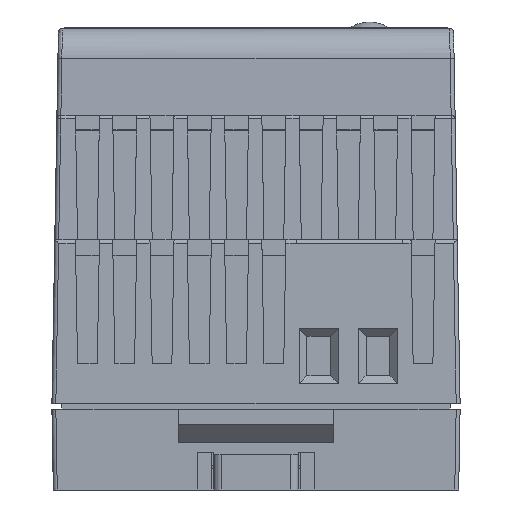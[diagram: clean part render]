
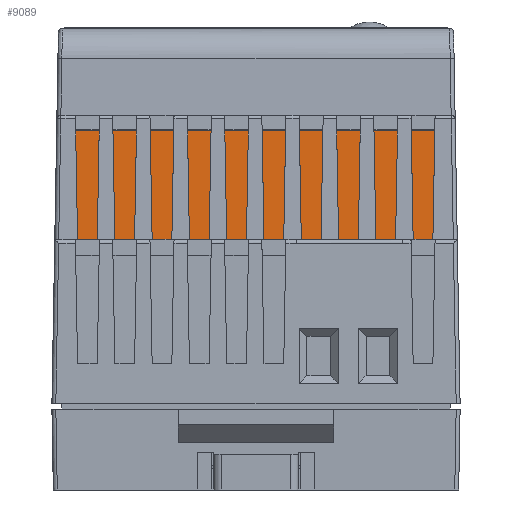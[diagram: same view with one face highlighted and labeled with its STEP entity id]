
A CAD part, front view. The second image highlights one B-rep face of the part: STEP entity #9089.
In plain terms, the highlighted planar face has unit normal (0, -1, 0.018).
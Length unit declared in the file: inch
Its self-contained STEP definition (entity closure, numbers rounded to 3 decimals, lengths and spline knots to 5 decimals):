
#8701 = VERTEX_POINT ( 'NONE', #11505 ) ;
#8703 = VERTEX_POINT ( 'NONE', #11548 ) ;
#8707 = EDGE_CURVE ( 'NONE', #8703, #8701, #11558, .T. ) ;
#8803 = VERTEX_POINT ( 'NONE', #11685 ) ;
#9020 = EDGE_CURVE ( 'NONE', #8803, #9059, #12028, .T. ) ;
#9021 = ORIENTED_EDGE ( 'NONE', *, *, #8707, .F. ) ;
#9033 = EDGE_CURVE ( 'NONE', #8701, #8803, #12027, .T. ) ;
#9034 = ORIENTED_EDGE ( 'NONE', *, *, #9033, .F. ) ;
#9059 = VERTEX_POINT ( 'NONE', #12087 ) ;
#9087 = ORIENTED_EDGE ( 'NONE', *, *, #9108, .F. ) ;
#9088 = ORIENTED_EDGE ( 'NONE', *, *, #9020, .F. ) ;
#9089 = ADVANCED_FACE ( 'NONE', ( #12173 ), #12112, .F. ) ;
#9102 = EDGE_LOOP ( 'NONE', ( #9087, #9088, #9034, #9021 ) ) ;
#9108 = EDGE_CURVE ( 'NONE', #9059, #8703, #12200, .T. ) ;
#11505 = CARTESIAN_POINT ( 'NONE',  ( -0.95779, -1.1403, 1.41439 ) ) ;
#11537 = DIRECTION ( 'NONE',  ( 0., 0.017, 1. ) ) ;
#11538 = VECTOR ( 'NONE', #11537, 39.37008 ) ;
#11548 = CARTESIAN_POINT ( 'NONE',  ( -0.95779, -1.15105, 0.79864 ) ) ;
#11557 = CARTESIAN_POINT ( 'NONE',  ( -0.95779, -1.1403, 1.41439 ) ) ;
#11558 = LINE ( 'NONE', #11557, #11538 ) ;
#11685 = CARTESIAN_POINT ( 'NONE',  ( 0.94321, -1.1403, 1.41439 ) ) ;
#12023 = DIRECTION ( 'NONE',  ( 0., -0.017, -1. ) ) ;
#12024 = VECTOR ( 'NONE', #12023, 39.37008 ) ;
#12025 = CARTESIAN_POINT ( 'NONE',  ( 0.94321, -1.15105, 0.79864 ) ) ;
#12027 = LINE ( 'NONE', #12061, #12060 ) ;
#12028 = LINE ( 'NONE', #12025, #12024 ) ;
#12059 = DIRECTION ( 'NONE',  ( 1., 0., 0. ) ) ;
#12060 = VECTOR ( 'NONE', #12059, 39.37008 ) ;
#12061 = CARTESIAN_POINT ( 'NONE',  ( -0.75779, -1.1403, 1.41439 ) ) ;
#12087 = CARTESIAN_POINT ( 'NONE',  ( 0.94321, -1.15105, 0.79864 ) ) ;
#12107 = AXIS2_PLACEMENT_3D ( 'NONE', #12163, #12162, #12161 ) ;
#12112 = PLANE ( 'NONE',  #12107 ) ;
#12161 = DIRECTION ( 'NONE',  ( 0., -0.017, -1. ) ) ;
#12162 = DIRECTION ( 'NONE',  ( 0., 1., -0.017 ) ) ;
#12163 = CARTESIAN_POINT ( 'NONE',  ( -0.95779, -1.15105, 0.79864 ) ) ;
#12173 = FACE_OUTER_BOUND ( 'NONE', #9102, .T. ) ;
#12197 = DIRECTION ( 'NONE',  ( -1., 0., 0. ) ) ;
#12198 = VECTOR ( 'NONE', #12197, 39.37008 ) ;
#12199 = CARTESIAN_POINT ( 'NONE',  ( -0.95779, -1.15105, 0.79864 ) ) ;
#12200 = LINE ( 'NONE', #12199, #12198 ) ;
